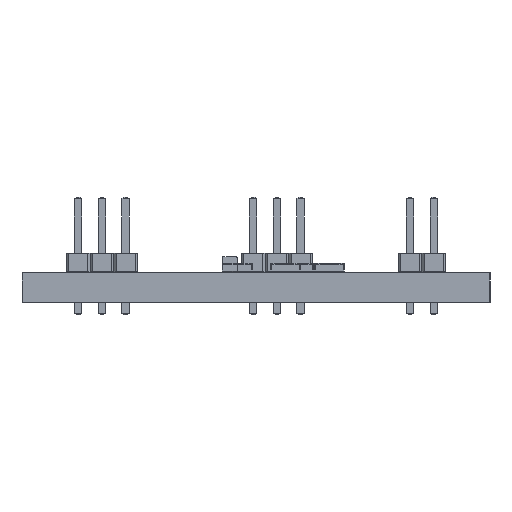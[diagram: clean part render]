
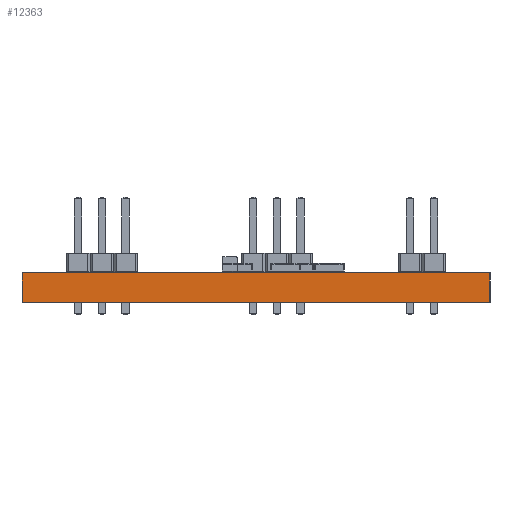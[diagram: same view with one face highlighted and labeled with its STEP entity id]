
A CAD part, left-side view. The second image highlights one B-rep face of the part: STEP entity #12363.
In plain terms, the highlighted planar face has unit normal (-1, 0, 0).
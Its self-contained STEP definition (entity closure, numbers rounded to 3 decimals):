
#12182 = PLANE('',#12183);
#12183 = AXIS2_PLACEMENT_3D('',#12184,#12185,#12186);
#12184 = CARTESIAN_POINT('',(115.,-75.,0.));
#12185 = DIRECTION('',(0.,-1.,0.));
#12186 = DIRECTION('',(-1.,0.,0.));
#12207 = VERTEX_POINT('',#12208);
#12208 = CARTESIAN_POINT('',(50.,-75.,1.58));
#12222 = PLANE('',#12223);
#12223 = AXIS2_PLACEMENT_3D('',#12224,#12225,#12226);
#12224 = CARTESIAN_POINT('',(82.5,-62.5,1.58));
#12225 = DIRECTION('',(-0.,-0.,-1.));
#12226 = DIRECTION('',(-1.,0.,0.));
#12234 = EDGE_CURVE('',#12235,#12207,#12237,.T.);
#12235 = VERTEX_POINT('',#12236);
#12236 = CARTESIAN_POINT('',(50.,-75.,0.));
#12237 = SURFACE_CURVE('',#12238,(#12242,#12249),.PCURVE_S1.);
#12238 = LINE('',#12239,#12240);
#12239 = CARTESIAN_POINT('',(50.,-75.,0.));
#12240 = VECTOR('',#12241,1.);
#12241 = DIRECTION('',(0.,0.,1.));
#12242 = PCURVE('',#12182,#12243);
#12243 = DEFINITIONAL_REPRESENTATION('',(#12244),#12248);
#12244 = LINE('',#12245,#12246);
#12245 = CARTESIAN_POINT('',(65.,0.));
#12246 = VECTOR('',#12247,1.);
#12247 = DIRECTION('',(0.,-1.));
#12248 = ( GEOMETRIC_REPRESENTATION_CONTEXT(2) 
PARAMETRIC_REPRESENTATION_CONTEXT() REPRESENTATION_CONTEXT('2D SPACE',''
  ) );
#12249 = PCURVE('',#12250,#12255);
#12250 = PLANE('',#12251);
#12251 = AXIS2_PLACEMENT_3D('',#12252,#12253,#12254);
#12252 = CARTESIAN_POINT('',(50.,-75.,0.));
#12253 = DIRECTION('',(-1.,0.,0.));
#12254 = DIRECTION('',(0.,1.,0.));
#12255 = DEFINITIONAL_REPRESENTATION('',(#12256),#12260);
#12256 = LINE('',#12257,#12258);
#12257 = CARTESIAN_POINT('',(0.,0.));
#12258 = VECTOR('',#12259,1.);
#12259 = DIRECTION('',(0.,-1.));
#12260 = ( GEOMETRIC_REPRESENTATION_CONTEXT(2) 
PARAMETRIC_REPRESENTATION_CONTEXT() REPRESENTATION_CONTEXT('2D SPACE',''
  ) );
#12276 = PLANE('',#12277);
#12277 = AXIS2_PLACEMENT_3D('',#12278,#12279,#12280);
#12278 = CARTESIAN_POINT('',(82.5,-62.5,0.));
#12279 = DIRECTION('',(-0.,-0.,-1.));
#12280 = DIRECTION('',(-1.,0.,0.));
#12309 = PLANE('',#12310);
#12310 = AXIS2_PLACEMENT_3D('',#12311,#12312,#12313);
#12311 = CARTESIAN_POINT('',(50.,-50.,0.));
#12312 = DIRECTION('',(0.,1.,0.));
#12313 = DIRECTION('',(1.,0.,0.));
#12363 = ADVANCED_FACE('',(#12364),#12250,.T.);
#12364 = FACE_BOUND('',#12365,.T.);
#12365 = EDGE_LOOP('',(#12366,#12367,#12390,#12413));
#12366 = ORIENTED_EDGE('',*,*,#12234,.T.);
#12367 = ORIENTED_EDGE('',*,*,#12368,.T.);
#12368 = EDGE_CURVE('',#12207,#12369,#12371,.T.);
#12369 = VERTEX_POINT('',#12370);
#12370 = CARTESIAN_POINT('',(50.,-50.,1.58));
#12371 = SURFACE_CURVE('',#12372,(#12376,#12383),.PCURVE_S1.);
#12372 = LINE('',#12373,#12374);
#12373 = CARTESIAN_POINT('',(50.,-75.,1.58));
#12374 = VECTOR('',#12375,1.);
#12375 = DIRECTION('',(0.,1.,0.));
#12376 = PCURVE('',#12250,#12377);
#12377 = DEFINITIONAL_REPRESENTATION('',(#12378),#12382);
#12378 = LINE('',#12379,#12380);
#12379 = CARTESIAN_POINT('',(0.,-1.58));
#12380 = VECTOR('',#12381,1.);
#12381 = DIRECTION('',(1.,0.));
#12382 = ( GEOMETRIC_REPRESENTATION_CONTEXT(2) 
PARAMETRIC_REPRESENTATION_CONTEXT() REPRESENTATION_CONTEXT('2D SPACE',''
  ) );
#12383 = PCURVE('',#12222,#12384);
#12384 = DEFINITIONAL_REPRESENTATION('',(#12385),#12389);
#12385 = LINE('',#12386,#12387);
#12386 = CARTESIAN_POINT('',(32.5,-12.5));
#12387 = VECTOR('',#12388,1.);
#12388 = DIRECTION('',(0.,1.));
#12389 = ( GEOMETRIC_REPRESENTATION_CONTEXT(2) 
PARAMETRIC_REPRESENTATION_CONTEXT() REPRESENTATION_CONTEXT('2D SPACE',''
  ) );
#12390 = ORIENTED_EDGE('',*,*,#12391,.F.);
#12391 = EDGE_CURVE('',#12392,#12369,#12394,.T.);
#12392 = VERTEX_POINT('',#12393);
#12393 = CARTESIAN_POINT('',(50.,-50.,0.));
#12394 = SURFACE_CURVE('',#12395,(#12399,#12406),.PCURVE_S1.);
#12395 = LINE('',#12396,#12397);
#12396 = CARTESIAN_POINT('',(50.,-50.,0.));
#12397 = VECTOR('',#12398,1.);
#12398 = DIRECTION('',(0.,0.,1.));
#12399 = PCURVE('',#12250,#12400);
#12400 = DEFINITIONAL_REPRESENTATION('',(#12401),#12405);
#12401 = LINE('',#12402,#12403);
#12402 = CARTESIAN_POINT('',(25.,0.));
#12403 = VECTOR('',#12404,1.);
#12404 = DIRECTION('',(0.,-1.));
#12405 = ( GEOMETRIC_REPRESENTATION_CONTEXT(2) 
PARAMETRIC_REPRESENTATION_CONTEXT() REPRESENTATION_CONTEXT('2D SPACE',''
  ) );
#12406 = PCURVE('',#12309,#12407);
#12407 = DEFINITIONAL_REPRESENTATION('',(#12408),#12412);
#12408 = LINE('',#12409,#12410);
#12409 = CARTESIAN_POINT('',(0.,0.));
#12410 = VECTOR('',#12411,1.);
#12411 = DIRECTION('',(0.,-1.));
#12412 = ( GEOMETRIC_REPRESENTATION_CONTEXT(2) 
PARAMETRIC_REPRESENTATION_CONTEXT() REPRESENTATION_CONTEXT('2D SPACE',''
  ) );
#12413 = ORIENTED_EDGE('',*,*,#12414,.F.);
#12414 = EDGE_CURVE('',#12235,#12392,#12415,.T.);
#12415 = SURFACE_CURVE('',#12416,(#12420,#12427),.PCURVE_S1.);
#12416 = LINE('',#12417,#12418);
#12417 = CARTESIAN_POINT('',(50.,-75.,0.));
#12418 = VECTOR('',#12419,1.);
#12419 = DIRECTION('',(0.,1.,0.));
#12420 = PCURVE('',#12250,#12421);
#12421 = DEFINITIONAL_REPRESENTATION('',(#12422),#12426);
#12422 = LINE('',#12423,#12424);
#12423 = CARTESIAN_POINT('',(0.,0.));
#12424 = VECTOR('',#12425,1.);
#12425 = DIRECTION('',(1.,0.));
#12426 = ( GEOMETRIC_REPRESENTATION_CONTEXT(2) 
PARAMETRIC_REPRESENTATION_CONTEXT() REPRESENTATION_CONTEXT('2D SPACE',''
  ) );
#12427 = PCURVE('',#12276,#12428);
#12428 = DEFINITIONAL_REPRESENTATION('',(#12429),#12433);
#12429 = LINE('',#12430,#12431);
#12430 = CARTESIAN_POINT('',(32.5,-12.5));
#12431 = VECTOR('',#12432,1.);
#12432 = DIRECTION('',(0.,1.));
#12433 = ( GEOMETRIC_REPRESENTATION_CONTEXT(2) 
PARAMETRIC_REPRESENTATION_CONTEXT() REPRESENTATION_CONTEXT('2D SPACE',''
  ) );
